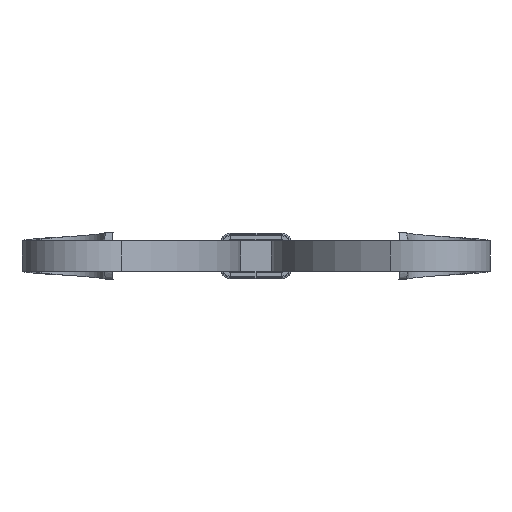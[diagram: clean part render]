
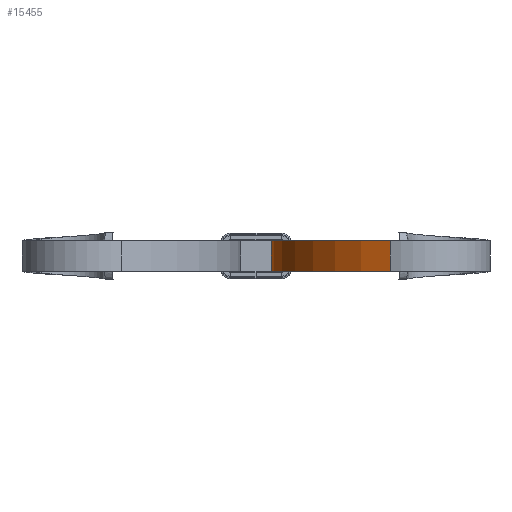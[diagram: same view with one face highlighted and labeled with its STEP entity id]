
A CAD part, front view. The second image highlights one B-rep face of the part: STEP entity #15455.
In plain terms, the highlighted cylindrical face has radius 79.463 mm (diameter 158.926 mm), a partial arc.
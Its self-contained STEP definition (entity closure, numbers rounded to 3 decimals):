
#379 = LINE ( 'NONE', #8191, #5414 ) ;
#1868 = EDGE_CURVE ( 'NONE', #8149, #13714, #379, .T. ) ;
#2358 = CARTESIAN_POINT ( 'NONE',  ( 53.094, -202.428, -6. ) ) ;
#2529 = CARTESIAN_POINT ( 'NONE',  ( 85.463, -275., -6. ) ) ;
#2942 = EDGE_CURVE ( 'NONE', #8149, #22404, #18370, .T. ) ;
#2960 = CARTESIAN_POINT ( 'NONE',  ( 53.094, -347.572, -6. ) ) ;
#3451 = DIRECTION ( 'NONE',  ( 0., 0., 1. ) ) ;
#3926 = DIRECTION ( 'NONE',  ( 0., 0., -1. ) ) ;
#4129 = ORIENTED_EDGE ( 'NONE', *, *, #2942, .T. ) ;
#4993 = CARTESIAN_POINT ( 'NONE',  ( 53.094, -202.428, -6. ) ) ;
#5414 = VECTOR ( 'NONE', #21736, 1000. ) ;
#6513 = CARTESIAN_POINT ( 'NONE',  ( 53.094, -347.572, 6. ) ) ;
#6858 = VERTEX_POINT ( 'NONE', #4993 ) ;
#7588 = ORIENTED_EDGE ( 'NONE', *, *, #1868, .F. ) ;
#8079 = ORIENTED_EDGE ( 'NONE', *, *, #21906, .T. ) ;
#8101 = DIRECTION ( 'NONE',  ( -0.407, -0.913, 0. ) ) ;
#8149 = VERTEX_POINT ( 'NONE', #6513 ) ;
#8153 = CARTESIAN_POINT ( 'NONE',  ( 53.094, -202.428, 6. ) ) ;
#8191 = CARTESIAN_POINT ( 'NONE',  ( 53.094, -347.572, -6. ) ) ;
#9747 = LINE ( 'NONE', #2358, #10661 ) ;
#10129 = AXIS2_PLACEMENT_3D ( 'NONE', #15424, #13617, #13534 ) ;
#10661 = VECTOR ( 'NONE', #3926, 1000. ) ;
#13534 = DIRECTION ( 'NONE',  ( -0.407, -0.913, 0. ) ) ;
#13617 = DIRECTION ( 'NONE',  ( 0., 0., -1. ) ) ;
#13714 = VERTEX_POINT ( 'NONE', #2960 ) ;
#14596 = ORIENTED_EDGE ( 'NONE', *, *, #22008, .F. ) ;
#15424 = CARTESIAN_POINT ( 'NONE',  ( 85.463, -275., 6. ) ) ;
#15455 = ADVANCED_FACE ( 'NONE', ( #23623 ), #18515, .T. ) ;
#16477 = DIRECTION ( 'NONE',  ( 1., 0., 0. ) ) ;
#16564 = CIRCLE ( 'NONE', #24249, 79.463 ) ;
#18370 = CIRCLE ( 'NONE', #10129, 79.463 ) ;
#18515 = CYLINDRICAL_SURFACE ( 'NONE', #23671, 79.463 ) ;
#19462 = DIRECTION ( 'NONE',  ( 0., 0., -1. ) ) ;
#20566 = CARTESIAN_POINT ( 'NONE',  ( 85.463, -275., 0. ) ) ;
#21736 = DIRECTION ( 'NONE',  ( 0., 0., -1. ) ) ;
#21906 = EDGE_CURVE ( 'NONE', #22404, #6858, #9747, .T. ) ;
#22008 = EDGE_CURVE ( 'NONE', #13714, #6858, #16564, .T. ) ;
#22404 = VERTEX_POINT ( 'NONE', #8153 ) ;
#22607 = EDGE_LOOP ( 'NONE', ( #14596, #7588, #4129, #8079 ) ) ;
#23623 = FACE_OUTER_BOUND ( 'NONE', #22607, .T. ) ;
#23671 = AXIS2_PLACEMENT_3D ( 'NONE', #20566, #3451, #16477 ) ;
#24249 = AXIS2_PLACEMENT_3D ( 'NONE', #2529, #19462, #8101 ) ;
